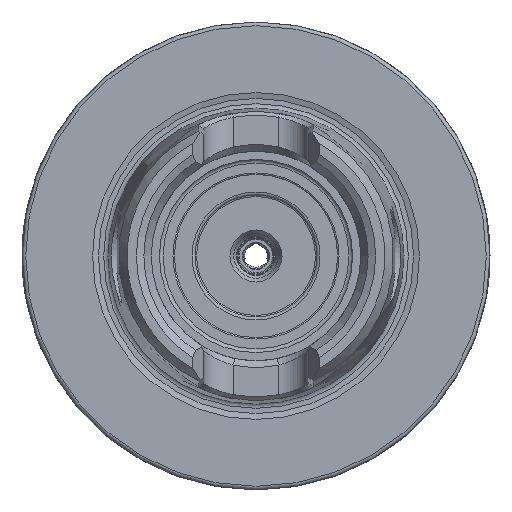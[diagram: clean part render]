
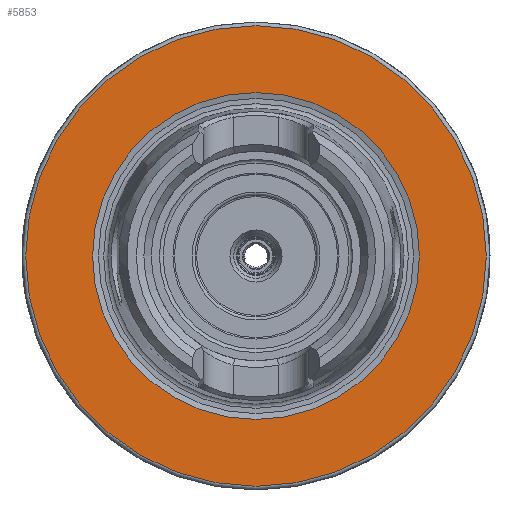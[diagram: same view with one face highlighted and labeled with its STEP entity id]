
A CAD part, left-side view. The second image highlights one B-rep face of the part: STEP entity #5853.
In plain terms, the highlighted planar face has unit normal (-1, 0, 0).
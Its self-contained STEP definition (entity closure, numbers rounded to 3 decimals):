
#5819=CARTESIAN_POINT('',(0.0,22.,0.0));
#5820=VERTEX_POINT('',#5819);
#5821=CARTESIAN_POINT('',(0.0,0.,0.0));
#5822=DIRECTION('',(1.0,0.0,0.0));
#5823=DIRECTION('',(0.0,1.0,0.0));
#5824=AXIS2_PLACEMENT_3D('',#5821,#5822,#5823);
#5825=CIRCLE('',#5824,22.);
#5826=EDGE_CURVE('',#5820,#5820,#5825,.T.);
#5834=CARTESIAN_POINT('',(0.0,26.5,0.0));
#5835=DIRECTION('',(-1.0,0.0,0.0));
#5836=DIRECTION('',(0.0,0.0,1.0));
#5837=AXIS2_PLACEMENT_3D('',#5834,#5835,#5836);
#5838=PLANE('',#5837);
#5839=CARTESIAN_POINT('',(0.0,31.,0.0));
#5840=VERTEX_POINT('',#5839);
#5841=CARTESIAN_POINT('',(0.0,0.,0.0));
#5842=DIRECTION('',(1.0,0.0,0.0));
#5843=DIRECTION('',(0.0,1.0,0.0));
#5844=AXIS2_PLACEMENT_3D('',#5841,#5842,#5843);
#5845=CIRCLE('',#5844,31.);
#5846=EDGE_CURVE('',#5840,#5840,#5845,.T.);
#5847=ORIENTED_EDGE('',*,*,#5846,.F.);
#5848=EDGE_LOOP('',(#5847));
#5849=FACE_OUTER_BOUND('',#5848,.T.);
#5850=ORIENTED_EDGE('',*,*,#5826,.T.);
#5851=EDGE_LOOP('',(#5850));
#5852=FACE_BOUND('',#5851,.T.);
#5853=ADVANCED_FACE('',(#5849,#5852),#5838,.T.);
